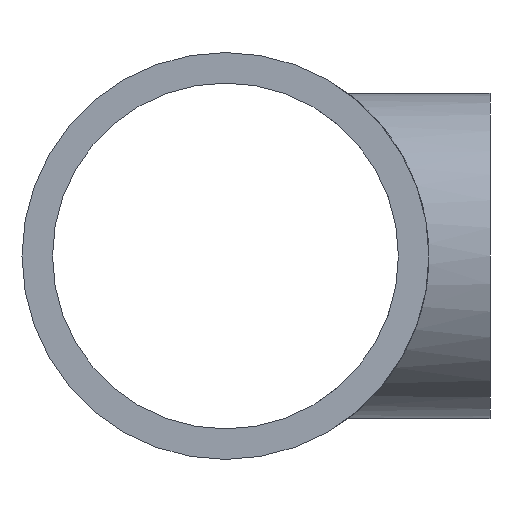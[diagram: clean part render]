
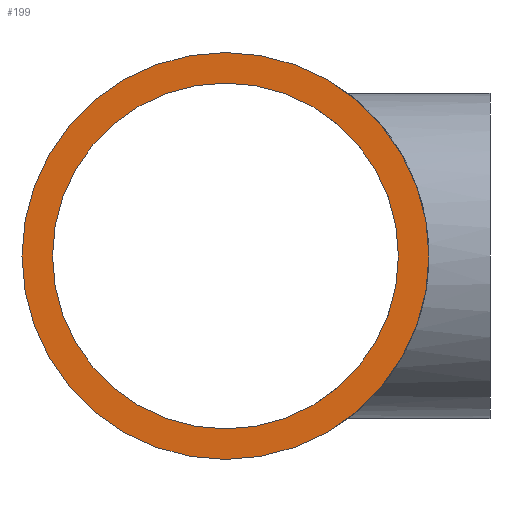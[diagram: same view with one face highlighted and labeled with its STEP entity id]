
A CAD part, left-side view. The second image highlights one B-rep face of the part: STEP entity #199.
In plain terms, the highlighted planar face has unit normal (-1, 0, 0).
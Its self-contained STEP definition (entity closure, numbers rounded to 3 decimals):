
#7 = CARTESIAN_POINT ( 'NONE',  ( -40., 13., 10. ) ) ;
#10 = AXIS2_PLACEMENT_3D ( 'NONE', #483, #578, #263 ) ;
#11 = EDGE_CURVE ( 'NONE', #481, #200, #194, .T. ) ;
#25 = DIRECTION ( 'NONE',  ( 0., 0., -1. ) ) ;
#28 = CARTESIAN_POINT ( 'NONE',  ( -40., 13., 0. ) ) ;
#36 = CARTESIAN_POINT ( 'NONE',  ( -40., 13., -8.5 ) ) ;
#41 = EDGE_CURVE ( 'NONE', #200, #481, #567, .T. ) ;
#62 = CIRCLE ( 'NONE', #477, 8.5 ) ;
#92 = EDGE_CURVE ( 'NONE', #497, #104, #62, .T. ) ;
#102 = DIRECTION ( 'NONE',  ( 0., 0., -1. ) ) ;
#104 = VERTEX_POINT ( 'NONE', #36 ) ;
#110 = ORIENTED_EDGE ( 'NONE', *, *, #41, .F. ) ;
#151 = CARTESIAN_POINT ( 'NONE',  ( -40., 13., 0. ) ) ;
#164 = FACE_BOUND ( 'NONE', #434, .T. ) ;
#187 = CARTESIAN_POINT ( 'NONE',  ( -40., 13., 8.5 ) ) ;
#194 = CIRCLE ( 'NONE', #10, 10. ) ;
#195 = CARTESIAN_POINT ( 'NONE',  ( -40., 13., 0. ) ) ;
#199 = ADVANCED_FACE ( 'NONE', ( #164, #467 ), #212, .F. ) ;
#200 = VERTEX_POINT ( 'NONE', #569 ) ;
#212 = PLANE ( 'NONE',  #536 ) ;
#231 = CIRCLE ( 'NONE', #351, 8.5 ) ;
#263 = DIRECTION ( 'NONE',  ( 0., 0., -1. ) ) ;
#284 = ORIENTED_EDGE ( 'NONE', *, *, #92, .T. ) ;
#293 = DIRECTION ( 'NONE',  ( 1., 0., 0. ) ) ;
#334 = DIRECTION ( 'NONE',  ( 1., 0., 0. ) ) ;
#351 = AXIS2_PLACEMENT_3D ( 'NONE', #361, #547, #102 ) ;
#361 = CARTESIAN_POINT ( 'NONE',  ( -40., 13., 0. ) ) ;
#411 = ORIENTED_EDGE ( 'NONE', *, *, #475, .T. ) ;
#416 = EDGE_LOOP ( 'NONE', ( #110, #438 ) ) ;
#434 = EDGE_LOOP ( 'NONE', ( #411, #284 ) ) ;
#438 = ORIENTED_EDGE ( 'NONE', *, *, #11, .F. ) ;
#463 = DIRECTION ( 'NONE',  ( 0., 0., -1. ) ) ;
#467 = FACE_OUTER_BOUND ( 'NONE', #416, .T. ) ;
#475 = EDGE_CURVE ( 'NONE', #104, #497, #231, .T. ) ;
#477 = AXIS2_PLACEMENT_3D ( 'NONE', #151, #508, #463 ) ;
#481 = VERTEX_POINT ( 'NONE', #7 ) ;
#483 = CARTESIAN_POINT ( 'NONE',  ( -40., 13., 0. ) ) ;
#497 = VERTEX_POINT ( 'NONE', #187 ) ;
#508 = DIRECTION ( 'NONE',  ( 1., 0., 0. ) ) ;
#524 = AXIS2_PLACEMENT_3D ( 'NONE', #28, #293, #562 ) ;
#536 = AXIS2_PLACEMENT_3D ( 'NONE', #195, #334, #25 ) ;
#547 = DIRECTION ( 'NONE',  ( 1., 0., 0. ) ) ;
#562 = DIRECTION ( 'NONE',  ( 0., 0., -1. ) ) ;
#567 = CIRCLE ( 'NONE', #524, 10. ) ;
#569 = CARTESIAN_POINT ( 'NONE',  ( -40., 13., -10. ) ) ;
#578 = DIRECTION ( 'NONE',  ( 1., 0., 0. ) ) ;
